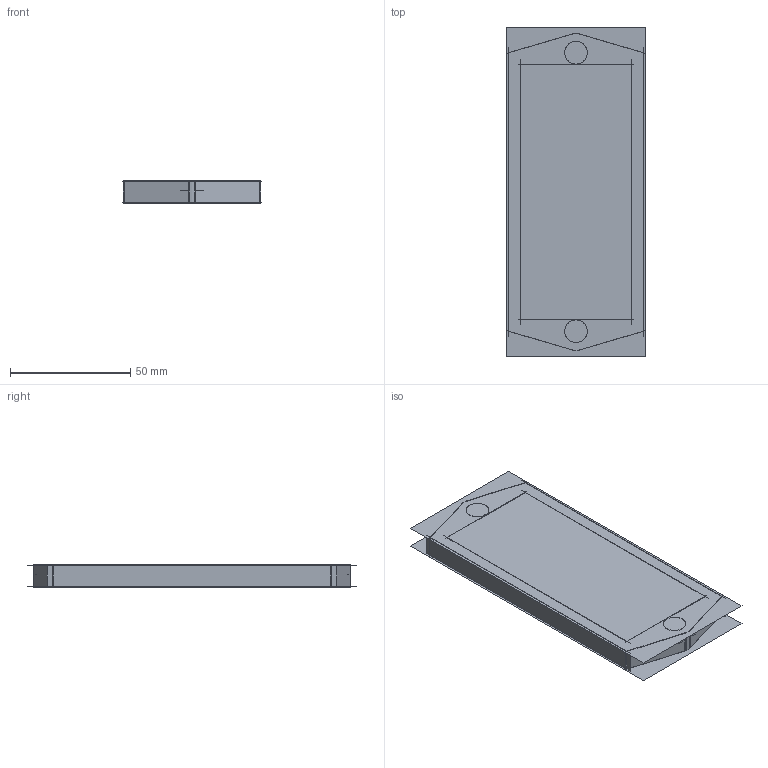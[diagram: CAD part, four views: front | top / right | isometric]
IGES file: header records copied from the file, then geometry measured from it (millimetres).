
Start section:  PTC IGES file: 156806.igs
Global section: file name: 156806.igs; native system: Creo Parametric by Parametric Technology Corporation; preprocessor: 2013230; author: pdmadmin; organization: Unknown; date: 20151116.073525; units: millimetre
Bounding box: 58.24 x 137.29 x 9.38 mm (x, y, z)
Volume: 59355.9 mm3; surface area: 80542.1 mm2
Topology: 1 solids, 1 shells, 50 faces, 240 edges, 300 vertices
Faces by surface type: bspline 30, revolution 20
